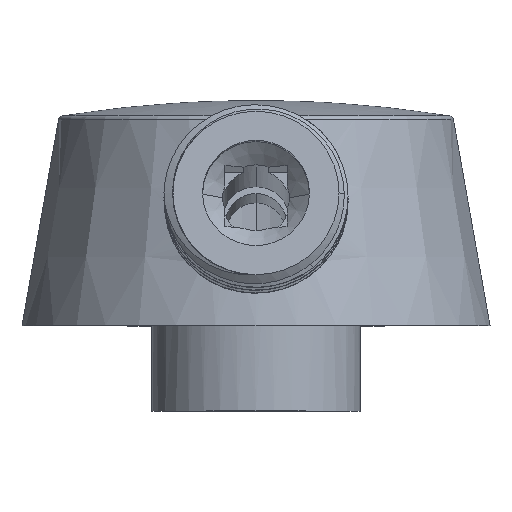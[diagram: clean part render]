
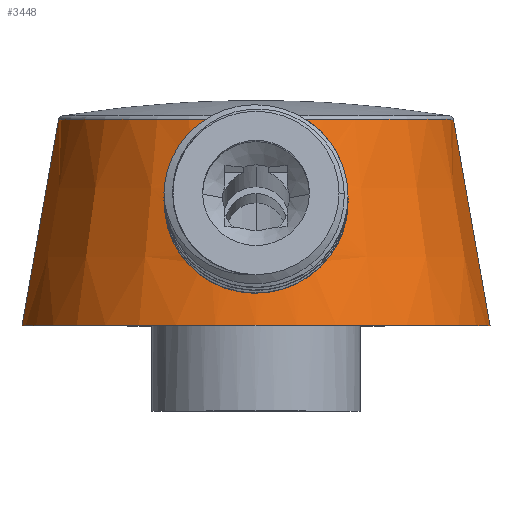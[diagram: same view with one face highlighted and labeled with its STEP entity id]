
A CAD part, top view. The second image highlights one B-rep face of the part: STEP entity #3448.
In plain terms, the highlighted conical face has half-angle 10.061 degrees and reference radius 24.352 mm.
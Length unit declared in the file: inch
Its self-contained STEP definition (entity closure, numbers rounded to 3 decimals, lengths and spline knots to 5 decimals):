
#12=CARTESIAN_POINT('',(0.,0.18079,1.00792));
#13=CARTESIAN_POINT('',(-0.01943,0.18079,1.00792));
#14=CARTESIAN_POINT('',(-0.05852,0.18389,1.00624));
#15=CARTESIAN_POINT('',(-0.11629,0.19823,
0.99862));
#16=CARTESIAN_POINT('',(-0.17049,0.22182,
0.98651));
#17=CARTESIAN_POINT('',(-0.22036,0.25486,
0.97048));
#18=CARTESIAN_POINT('',(-0.2627,0.29555,
0.95229));
#19=CARTESIAN_POINT('',(-0.29705,0.34373,
0.93307));
#20=CARTESIAN_POINT('',(-0.32117,0.39609,
0.9151));
#21=CARTESIAN_POINT('',(-0.33533,0.45227,
0.8993));
#22=CARTESIAN_POINT('',(-0.33907,0.50917,
0.88706));
#23=CARTESIAN_POINT('',(-0.33296,0.56609,
0.8786));
#24=CARTESIAN_POINT('',(-0.31723,0.62149,
0.874));
#25=CARTESIAN_POINT('',(-0.29271,0.67354,
0.87287));
#26=CARTESIAN_POINT('',(-0.25921,0.72202,
0.87453));
#27=CARTESIAN_POINT('',(-0.21819,0.76429,
0.87807));
#28=CARTESIAN_POINT('',(-0.16934,0.79985,
0.88248));
#29=CARTESIAN_POINT('',(-0.11577,0.82587,
0.88653));
#30=CARTESIAN_POINT('',(-0.05811,0.84196,
0.88936));
#31=CARTESIAN_POINT('',(-0.0193,0.84541,
0.89001));
#32=CARTESIAN_POINT('',(0.,0.84541,0.89001));
#34=CARTESIAN_POINT('',(0.,0.84541,0.89001));
#35=CARTESIAN_POINT('',(0.01929,0.84541,0.89001));
#36=CARTESIAN_POINT('',(0.05809,0.84196,0.88936));
#37=CARTESIAN_POINT('',(0.11571,0.82589,0.88653));
#38=CARTESIAN_POINT('',(0.16928,0.79988,0.88249));
#39=CARTESIAN_POINT('',(0.21812,0.76435,0.87807));
#40=CARTESIAN_POINT('',(0.25915,0.72209,0.87454));
#41=CARTESIAN_POINT('',(0.29267,0.67361,0.87287));
#42=CARTESIAN_POINT('',(0.31721,0.62154,0.874));
#43=CARTESIAN_POINT('',(0.33295,0.56612,0.87859));
#44=CARTESIAN_POINT('',(0.33907,0.50919,0.88706));
#45=CARTESIAN_POINT('',(0.33533,0.45227,0.8993));
#46=CARTESIAN_POINT('',(0.32117,0.3961,0.91509));
#47=CARTESIAN_POINT('',(0.29705,0.34374,0.93306));
#48=CARTESIAN_POINT('',(0.2627,0.29556,0.95229));
#49=CARTESIAN_POINT('',(0.22038,0.25488,0.97047));
#50=CARTESIAN_POINT('',(0.1705,0.22183,0.9865));
#51=CARTESIAN_POINT('',(0.1163,0.19824,0.99862));
#52=CARTESIAN_POINT('',(0.05852,0.18389,1.00624));
#53=CARTESIAN_POINT('',(0.01943,0.18079,1.00792));
#54=CARTESIAN_POINT('',(0.,0.18079,1.00792));
#56=CARTESIAN_POINT('',(0.,0.91602,0.));
#57=DIRECTION('',(0.,1.,0.));
#58=DIRECTION('',(-1.,0.,0.));
#59=AXIS2_PLACEMENT_3D('',#56,#57,#58);
#61=CARTESIAN_POINT('',(0.,0.,0.));
#62=DIRECTION('',(0.,-1.,0.));
#63=DIRECTION('',(1.,0.,0.));
#64=AXIS2_PLACEMENT_3D('',#61,#62,#63);
#129=DIRECTION('',(0.175,0.985,0.));
#130=VECTOR('',#129,0.93032);
#131=CARTESIAN_POINT('',(-1.04,0.,0.));
#132=LINE('',#131,#130);
#138=DIRECTION('',(-0.175,0.985,0.));
#139=VECTOR('',#138,0.93032);
#140=CARTESIAN_POINT('',(1.04,0.,0.));
#141=LINE('',#140,#139);
#3174=CARTESIAN_POINT('',(1.04,0.,0.));
#3175=CARTESIAN_POINT('',(-1.04,0.,0.));
#3176=VERTEX_POINT('',#3174);
#3177=VERTEX_POINT('',#3175);
#3190=VERTEX_POINT('',#12);
#3191=VERTEX_POINT('',#32);
#3364=CARTESIAN_POINT('',(0.87748,0.91602,0.));
#3365=CARTESIAN_POINT('',(-0.87748,0.91602,0.));
#3366=VERTEX_POINT('',#3364);
#3367=VERTEX_POINT('',#3365);
#3428=CARTESIAN_POINT('',(0.,0.45801,0.));
#3429=DIRECTION('',(0.,-1.,0.));
#3430=DIRECTION('',(-1.,0.,0.));
#3431=AXIS2_PLACEMENT_3D('',#3428,#3429,#3430);
#3432=CONICAL_SURFACE('',#3431,0.95874,10.061);
#3434=ORIENTED_EDGE('',*,*,#3433,.T.);
#3436=ORIENTED_EDGE('',*,*,#3435,.F.);
#3437=ORIENTED_EDGE('',*,*,#3415,.T.);
#3439=ORIENTED_EDGE('',*,*,#3438,.T.);
#3440=EDGE_LOOP('',(#3434,#3436,#3437,#3439));
#3441=FACE_OUTER_BOUND('',#3440,.F.);
#3443=ORIENTED_EDGE('',*,*,#3442,.F.);
#3445=ORIENTED_EDGE('',*,*,#3444,.F.);
#3446=EDGE_LOOP('',(#3443,#3445));
#3447=FACE_BOUND('',#3446,.F.);
#3448=ADVANCED_FACE('',(#3441,#3447),#3432,.T.);
#33=B_SPLINE_CURVE_WITH_KNOTS('',3,(#12,#13,#14,#15,#16,#17,#18,#19,#20,#21,#22,
#23,#24,#25,#26,#27,#28,#29,#30,#31,#32),.UNSPECIFIED.,.F.,.F.,(4,1,1,1,1,1,1,1,
1,1,1,1,1,1,1,1,1,1,4),(0.,0.05556,0.11111,
0.16667,0.22222,0.27778,0.33333,
0.38889,0.44444,0.5,0.55556,0.61111,
0.66667,0.72222,0.77778,0.83333,
0.88889,0.94444,1.),.UNSPECIFIED.);
#55=B_SPLINE_CURVE_WITH_KNOTS('',3,(#34,#35,#36,#37,#38,#39,#40,#41,#42,#43,#44,
#45,#46,#47,#48,#49,#50,#51,#52,#53,#54),.UNSPECIFIED.,.F.,.F.,(4,1,1,1,1,1,1,1,
1,1,1,1,1,1,1,1,1,1,4),(0.,0.05556,0.11111,
0.16667,0.22222,0.27778,0.33333,
0.38889,0.44444,0.5,0.55556,0.61111,
0.66667,0.72222,0.77778,0.83333,
0.88889,0.94444,1.),.UNSPECIFIED.);
#60=CIRCLE('',#59,0.87748);
#65=CIRCLE('',#64,1.04);
#3415=EDGE_CURVE('',#3176,#3177,#65,.T.);
#3433=EDGE_CURVE('',#3367,#3366,#60,.T.);
#3435=EDGE_CURVE('',#3176,#3366,#141,.T.);
#3438=EDGE_CURVE('',#3177,#3367,#132,.T.);
#3442=EDGE_CURVE('',#3190,#3191,#33,.T.);
#3444=EDGE_CURVE('',#3191,#3190,#55,.T.);
